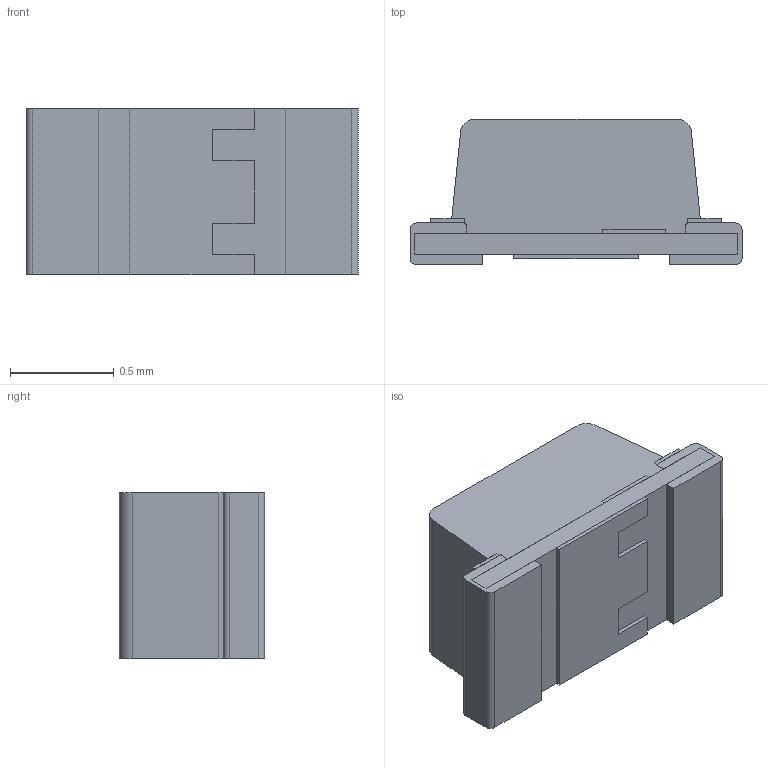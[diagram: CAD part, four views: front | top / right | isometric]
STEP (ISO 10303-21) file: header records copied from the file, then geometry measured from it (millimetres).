
FILE_DESCRIPTION(('CoCreate Modeling STEP Export'),'2;1');
FILE_NAME('1111C.stp','2010-09-07T 9:28:12',(''),(''),'CoCreate Modeling STEP processor for AP214 (Solid Model)','CoCreate Modeling 16.00A 16-Aug-2008 (C) Parametric Technology GmbH','');
FILE_SCHEMA(('AUTOMOTIVE_DESIGN { 1 0 10303 214 1 1 1 1 }'));
Length unit declared in the file: millimetre
Products named in the file (22): p1; LAYER_Body_1; LAYER.1_Body_1; MSBR_Body_1; MSBR.1_Body_1; LAYER.2_Asm_2; MSBR_Body_2; MSBR.1_Body_2; LAYER.3; MSBR_Body_3; MSBR.1_Body_3; LAYER.4; LAYER_Asm_1; LAYER.1_Asm_1; MSBR_Body_4; LAYER_Body_5; LAYER.2_Asm_1; Assembly-1; 1111C.stp
Assembly tree (25 placements, depth 6):
  1111C.stp
    1111C.stp
      Assembly-1
        LAYER.2_Asm_1
          LAYER_Body_5
          MSBR_Body_4
        LAYER.1_Asm_1
          LAYER.4
            MSBR.1_Body_3
            MSBR_Body_3
          LAYER.3
            MSBR.1_Body_2
            MSBR_Body_2
          LAYER.2_Asm_2
            MSBR.1_Body_1
            MSBR_Body_1
          LAYER.1_Body_1
          LAYER_Body_1
        LAYER_Asm_1
          LAYER.4
            MSBR.1_Body_3
            MSBR_Body_3
          LAYER.3
            MSBR.1_Body_2
            MSBR_Body_2
          LAYER.2_Asm_2
            MSBR.1_Body_1
            MSBR_Body_1
          LAYER.1_Body_1
          LAYER_Body_1
      p1
    p1
  p1
Bounding box: 1.6 x 0.7 x 0.8 mm (x, y, z)
Volume: 0.9 mm3; surface area: 20.2 mm2
Topology: 17 solids, 17 shells, 367 faces, 950 edges, 666 vertices
Faces by surface type: plane 189, cylinder 124, torus 54
Entity records: 9342 total; most frequent: CARTESIAN_POINT 1283, DIRECTION 1256, ORIENTED_EDGE 1142, EDGE_CURVE 571, AXIS2_PLACEMENT_3D 432, VECTOR 392, LINE 392, VERTEX_POINT 358
